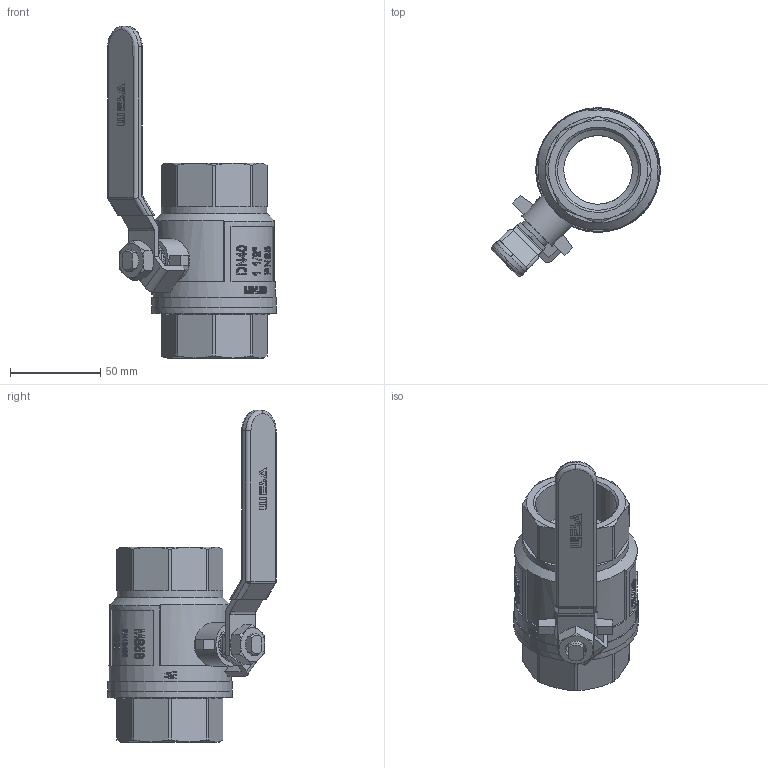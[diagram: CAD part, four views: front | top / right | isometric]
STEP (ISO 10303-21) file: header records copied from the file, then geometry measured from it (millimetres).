
FILE_DESCRIPTION(/* description */ ('Unknown'),/* implementation_level */ '2;1');
FILE_NAME(/* name */ '756-08',/* time_stamp */ '2022-07-27T12:44:06+02:00',/* author */ ('Unknown'),/* organization */ ('Unknown'),/* preprocessor_version */ 'ST-DEVELOPER v16.7',/* originating_system */ 'Solid Edge',/* authorisation */ 'Unknown');
FILE_SCHEMA (('AP242_MANAGED_MODEL_BASED_3D_ENGINEERING_MIM_LF { 1 0 10303 442 1 1 4 }','AUTOMOTIVE_DESIGN {1 0 10303 214 3 1 1}'));
Length unit declared in the file: millimetre
Products named in the file (11): 2.756.040; Stahlgriff 1 1_4 - 1 1_2; Stahl-Griff-Ummantelung-1_1_4-1_1_2; Stahl-Griff-1_1_4-1_1_2; 2.756B.040; Spindel-1_1_2-zus.; 756-1_1_2-stopfbuchse; 756-1_1_2-Spindel; 756-1_1_2-Einschraubteil; 756-1_1_2-kvrper; 600-1_1_4-1 1_2 Mutter
Assembly tree (10 placements, depth 4):
  2.756.040
    Stahlgriff 1 1_4 - 1 1_2
      Stahl-Griff-Ummantelung-1_1_4-1_1_2
      Stahl-Griff-1_1_4-1_1_2
    2.756B.040
      Spindel-1_1_2-zus.
        756-1_1_2-stopfbuchse
        756-1_1_2-Spindel
      756-1_1_2-Einschraubteil
      756-1_1_2-kvrper
    600-1_1_4-1 1_2 Mutter
Bounding box: 93.39 x 93.4 x 184 mm (x, y, z)
Volume: 140941.6 mm3; surface area: 76795.5 mm2
Topology: 7 solids, 7 shells, 1295 faces, 3597 edges, 2386 vertices
Faces by surface type: plane 1124, cylinder 110, cone 48, bspline 10, sphere 2, torus 1
Full cylindrical faces by diameter (mm): 10.2 x1, 10.8 x1, 14 x2, 14.1 x1, 14.5 x1, 15 x1, 16 x1, 18 x1, 18.38 x1, 18.398 x1, 20 x1, 24 x1, 38 x2, 44.845 x2, 50 x2, 58.8 x1, 61.38 x1, 63 x1, 63.2 x1, 68 x1, 69 x2
Entity records: 54366 total; most frequent: CARTESIAN_POINT 11532, DIRECTION 7986, ORIENTED_EDGE 7072, EDGE_CURVE 3536, AXIS2_PLACEMENT_3D 3250, VERTEX_POINT 2371, ELLIPSE 1574, LINE 1486
